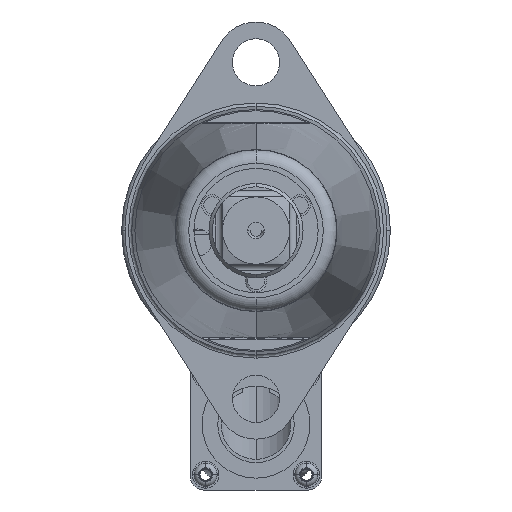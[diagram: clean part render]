
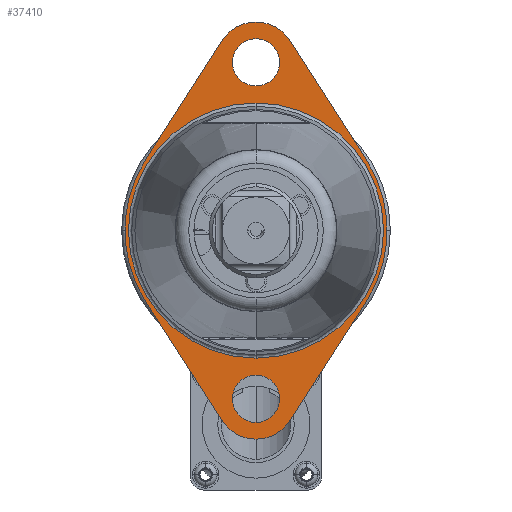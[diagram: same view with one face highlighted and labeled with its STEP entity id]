
A CAD part, left-side view. The second image highlights one B-rep face of the part: STEP entity #37410.
In plain terms, the highlighted planar face has unit normal (-1, 0, 0).
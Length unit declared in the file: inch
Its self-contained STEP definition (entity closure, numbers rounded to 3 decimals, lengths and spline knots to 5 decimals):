
#35548=CARTESIAN_POINT('',(-12.794,0.005,1.5625));
#35549=DIRECTION('',(-1.,0.,0.));
#35550=DIRECTION('',(0.,-0.842,0.54));
#35551=AXIS2_PLACEMENT_3D('',#35548,#35549,#35550);
#35553=DIRECTION('',(0.,0.54,0.842));
#35554=VECTOR('',#35553,1.31494);
#35555=CARTESIAN_POINT('',(-12.794,-1.02086,0.65846));
#35556=LINE('',#35555,#35554);
#35557=CARTESIAN_POINT('',(-12.794,0.005,0.));
#35558=DIRECTION('',(-1.,0.,0.));
#35559=DIRECTION('',(0.,-0.842,-0.54));
#35560=AXIS2_PLACEMENT_3D('',#35557,#35558,#35559);
#35562=DIRECTION('',(0.,-0.54,0.842));
#35563=VECTOR('',#35562,1.31494);
#35564=CARTESIAN_POINT('',(-12.794,-0.31059,-1.76506));
#35565=LINE('',#35564,#35563);
#35566=CARTESIAN_POINT('',(-12.794,0.005,-1.5625));
#35567=DIRECTION('',(-1.,0.,0.));
#35568=DIRECTION('',(0.,0.842,-0.54));
#35569=AXIS2_PLACEMENT_3D('',#35566,#35567,#35568);
#35571=DIRECTION('',(0.,-0.54,-0.842));
#35572=VECTOR('',#35571,1.31494);
#35573=CARTESIAN_POINT('',(-12.794,1.03086,-0.65846));
#35574=LINE('',#35573,#35572);
#35575=CARTESIAN_POINT('',(-12.794,0.005,0.));
#35576=DIRECTION('',(-1.,0.,0.));
#35577=DIRECTION('',(0.,0.842,0.54));
#35578=AXIS2_PLACEMENT_3D('',#35575,#35576,#35577);
#35580=DIRECTION('',(0.,0.54,-0.842));
#35581=VECTOR('',#35580,1.31494);
#35582=CARTESIAN_POINT('',(-12.794,0.32059,1.76506));
#35583=LINE('',#35582,#35581);
#35584=CARTESIAN_POINT('',(-12.794,0.005,1.5625));
#35585=DIRECTION('',(-1.,0.,0.));
#35586=DIRECTION('',(0.,0.,-1.));
#35587=AXIS2_PLACEMENT_3D('',#35584,#35585,#35586);
#35589=CARTESIAN_POINT('',(-12.794,0.005,1.5625));
#35590=DIRECTION('',(-1.,0.,0.));
#35591=DIRECTION('',(0.,0.,1.));
#35592=AXIS2_PLACEMENT_3D('',#35589,#35590,#35591);
#35594=CARTESIAN_POINT('',(-12.794,0.005,-1.5625));
#35595=DIRECTION('',(-1.,0.,0.));
#35596=DIRECTION('',(0.,0.,-1.));
#35597=AXIS2_PLACEMENT_3D('',#35594,#35595,#35596);
#35599=CARTESIAN_POINT('',(-12.794,0.005,-1.5625));
#35600=DIRECTION('',(-1.,0.,0.));
#35601=DIRECTION('',(0.,0.,1.));
#35602=AXIS2_PLACEMENT_3D('',#35599,#35600,#35601);
#35604=CARTESIAN_POINT('',(-12.794,0.005,0.));
#35605=DIRECTION('',(-1.,0.,0.));
#35606=DIRECTION('',(0.,0.,-1.));
#35607=AXIS2_PLACEMENT_3D('',#35604,#35605,#35606);
#35619=CARTESIAN_POINT('',(-12.794,0.005,0.));
#35620=DIRECTION('',(-1.,0.,0.));
#35621=DIRECTION('',(0.,0.,1.));
#35622=AXIS2_PLACEMENT_3D('',#35619,#35620,#35621);
#35709=CARTESIAN_POINT('',(-12.794,-0.31059,1.76506));
#35710=CARTESIAN_POINT('',(-12.794,0.32059,1.76506));
#35711=VERTEX_POINT('',#35709);
#35712=VERTEX_POINT('',#35710);
#35713=CARTESIAN_POINT('',(-12.794,1.03086,0.65846));
#35714=VERTEX_POINT('',#35713);
#35715=CARTESIAN_POINT('',(-12.794,1.03086,-0.65846));
#35716=VERTEX_POINT('',#35715);
#35717=CARTESIAN_POINT('',(-12.794,0.32059,-1.76506));
#35718=VERTEX_POINT('',#35717);
#35719=CARTESIAN_POINT('',(-12.794,-0.31059,-1.76506));
#35720=VERTEX_POINT('',#35719);
#35721=CARTESIAN_POINT('',(-12.794,-1.02086,-0.65846));
#35722=VERTEX_POINT('',#35721);
#35723=CARTESIAN_POINT('',(-12.794,-1.02086,0.65846));
#35724=VERTEX_POINT('',#35723);
#35725=CARTESIAN_POINT('',(-12.794,0.005,-1.343));
#35726=CARTESIAN_POINT('',(-12.794,0.005,-1.782));
#35727=VERTEX_POINT('',#35725);
#35728=VERTEX_POINT('',#35726);
#35729=CARTESIAN_POINT('',(-12.794,0.005,1.343));
#35730=CARTESIAN_POINT('',(-12.794,0.005,1.782));
#35731=VERTEX_POINT('',#35729);
#35732=VERTEX_POINT('',#35730);
#35749=CARTESIAN_POINT('',(-12.794,0.005,-1.185));
#35750=CARTESIAN_POINT('',(-12.794,0.005,1.185));
#35751=VERTEX_POINT('',#35749);
#35752=VERTEX_POINT('',#35750);
#37377=CARTESIAN_POINT('',(-12.794,0.005,0.));
#37378=DIRECTION('',(-1.,0.,0.));
#37379=DIRECTION('',(0.,-1.,0.));
#37380=AXIS2_PLACEMENT_3D('',#37377,#37378,#37379);
#37381=PLANE('',#37380);
#37382=ORIENTED_EDGE('',*,*,#37273,.F.);
#37383=ORIENTED_EDGE('',*,*,#37288,.F.);
#37384=ORIENTED_EDGE('',*,*,#37302,.F.);
#37385=ORIENTED_EDGE('',*,*,#37316,.F.);
#37386=ORIENTED_EDGE('',*,*,#37330,.F.);
#37387=ORIENTED_EDGE('',*,*,#37344,.F.);
#37388=ORIENTED_EDGE('',*,*,#37358,.F.);
#37389=ORIENTED_EDGE('',*,*,#37371,.F.);
#37390=EDGE_LOOP('',(#37382,#37383,#37384,#37385,#37386,#37387,#37388,#37389));
#37391=FACE_OUTER_BOUND('',#37390,.F.);
#37393=ORIENTED_EDGE('',*,*,#37392,.T.);
#37395=ORIENTED_EDGE('',*,*,#37394,.T.);
#37396=EDGE_LOOP('',(#37393,#37395));
#37397=FACE_BOUND('',#37396,.F.);
#37399=ORIENTED_EDGE('',*,*,#37398,.T.);
#37401=ORIENTED_EDGE('',*,*,#37400,.T.);
#37402=EDGE_LOOP('',(#37399,#37401));
#37403=FACE_BOUND('',#37402,.F.);
#37405=ORIENTED_EDGE('',*,*,#37404,.T.);
#37407=ORIENTED_EDGE('',*,*,#37406,.T.);
#37408=EDGE_LOOP('',(#37405,#37407));
#37409=FACE_BOUND('',#37408,.F.);
#37410=ADVANCED_FACE('',(#37391,#37397,#37403,#37409),#37381,.T.);
#35552=CIRCLE('',#35551,0.375);
#35561=CIRCLE('',#35560,1.219);
#35570=CIRCLE('',#35569,0.375);
#35579=CIRCLE('',#35578,1.219);
#35588=CIRCLE('',#35587,0.2195);
#35593=CIRCLE('',#35592,0.2195);
#35598=CIRCLE('',#35597,0.2195);
#35603=CIRCLE('',#35602,0.2195);
#35608=CIRCLE('',#35607,1.185);
#35623=CIRCLE('',#35622,1.185);
#37273=EDGE_CURVE('',#35711,#35712,#35552,.T.);
#37288=EDGE_CURVE('',#35724,#35711,#35556,.T.);
#37302=EDGE_CURVE('',#35722,#35724,#35561,.T.);
#37316=EDGE_CURVE('',#35720,#35722,#35565,.T.);
#37330=EDGE_CURVE('',#35718,#35720,#35570,.T.);
#37344=EDGE_CURVE('',#35716,#35718,#35574,.T.);
#37358=EDGE_CURVE('',#35714,#35716,#35579,.T.);
#37371=EDGE_CURVE('',#35712,#35714,#35583,.T.);
#37392=EDGE_CURVE('',#35731,#35732,#35588,.T.);
#37394=EDGE_CURVE('',#35732,#35731,#35593,.T.);
#37398=EDGE_CURVE('',#35728,#35727,#35598,.T.);
#37400=EDGE_CURVE('',#35727,#35728,#35603,.T.);
#37404=EDGE_CURVE('',#35751,#35752,#35608,.T.);
#37406=EDGE_CURVE('',#35752,#35751,#35623,.T.);
